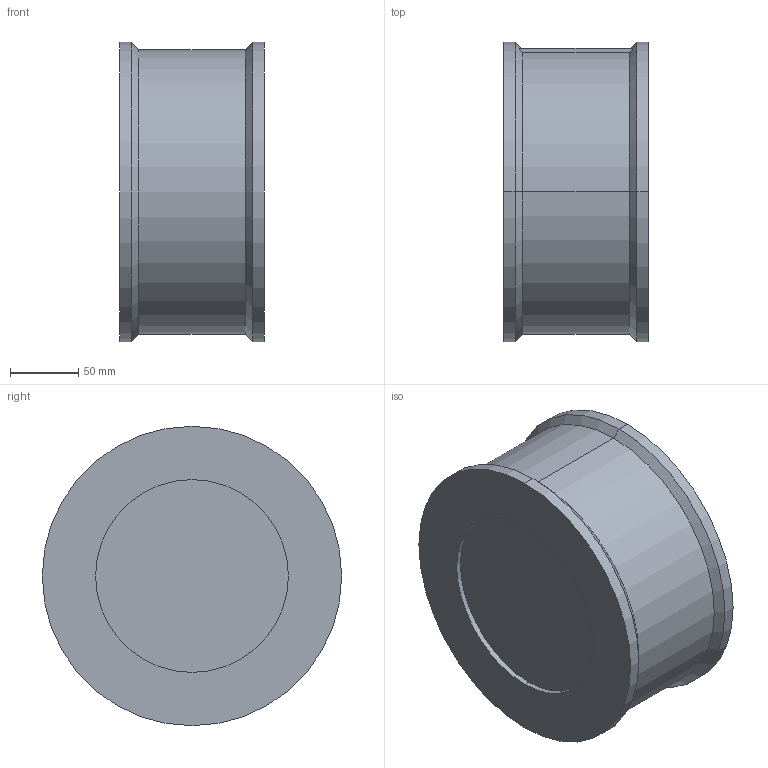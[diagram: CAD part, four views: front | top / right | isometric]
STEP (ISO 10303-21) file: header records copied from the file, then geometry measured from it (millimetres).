
FILE_DESCRIPTION (( 'STEP AP214' ), '1' );
FILE_NAME ('930-150.STEP', '2012-06-26T09:12:53', ( 'rals' ), ( 'Hewlett-Packard Company' ), 'SwSTEP 2.0', 'SolidWorks 2011', '' );
FILE_SCHEMA (( 'AUTOMOTIVE_DESIGN' ));
Length unit declared in the file: millimetre
Products named in the file (1): 930-150
Bounding box: 106 x 219 x 219 mm (x, y, z)
Volume: 3607099.2 mm3; surface area: 151135 mm2
Topology: 1 solids, 1 shells, 112 faces, 292 edges, 192 vertices
Faces by surface type: plane 50, bspline 47, cylinder 11, cone 4
Entity records: 5020 total; most frequent: CARTESIAN_POINT 2550, ORIENTED_EDGE 584, DIRECTION 346, EDGE_CURVE 292, VERTEX_POINT 192, LINE 170, VECTOR 170, EDGE_LOOP 122
